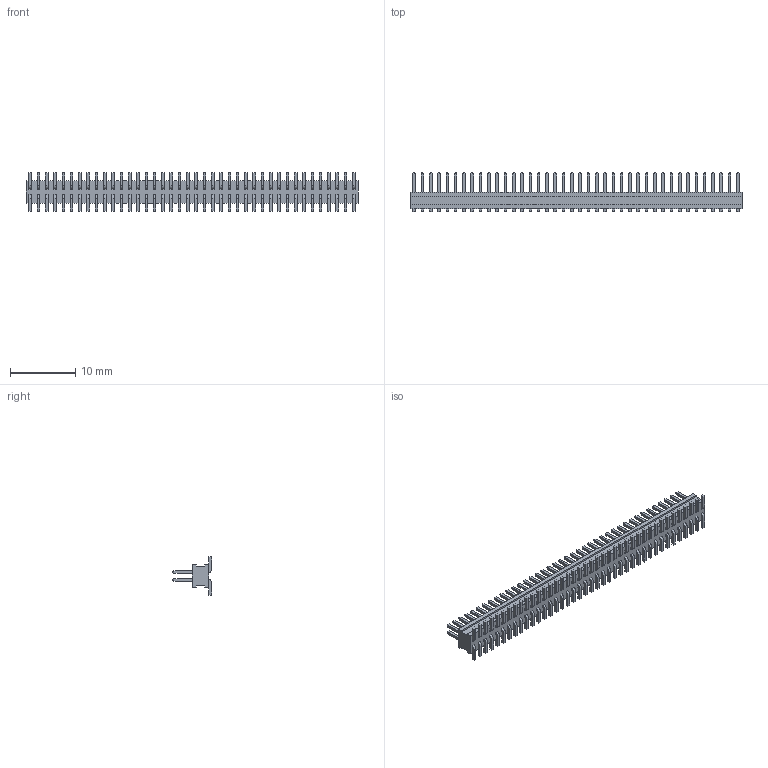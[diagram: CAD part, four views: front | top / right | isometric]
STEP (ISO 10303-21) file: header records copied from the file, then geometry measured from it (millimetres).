
FILE_DESCRIPTION( ( 'STEP AP214' ), '1' );
FILE_NAME( 'FTSH-140-01-F-DV.stp', '2019-09-13T18:21:42', ( '' ), ( '' ), ' ', 'PARTsolutions', ' ' );
FILE_SCHEMA( ( 'AUTOMOTIVE_DESIGN { 1 0 10303 214 1 1 1 1 }' ) );
Length unit declared in the file: inch
Products named in the file (4): FTSH-140-01-F-DV; _FTSH-140-01-F-DV_body; _FTSH-140-01-F-DV_pins1; _FTSH-140-01-F-DV_pins2
Assembly tree (3 placements, depth 2):
  FTSH-140-01-F-DV
    _FTSH-140-01-F-DV_body
    _FTSH-140-01-F-DV_pins1
    _FTSH-140-01-F-DV_pins2
Bounding box: 50.8 x 5.97 x 5.84 mm (x, y, z)
Volume: 582 mm3; surface area: 2239.7 mm2
Topology: 3 solids, 3 shells, 1616 faces, 4510 edges, 2900 vertices
Faces by surface type: plane 1536, cylinder 80
Entity records: 63792 total; most frequent: CARTESIAN_POINT 9030, ORIENTED_EDGE 9020, DIRECTION 7910, EDGE_CURVE 4510, LINE 4350, VECTOR 4350, VERTEX_POINT 2900, AXIS2_PLACEMENT_3D 1780
